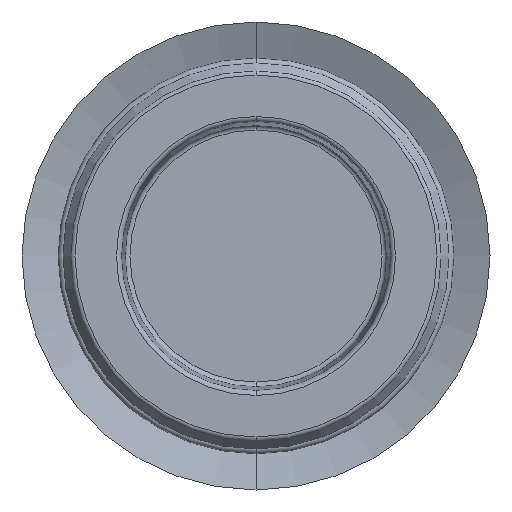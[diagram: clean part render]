
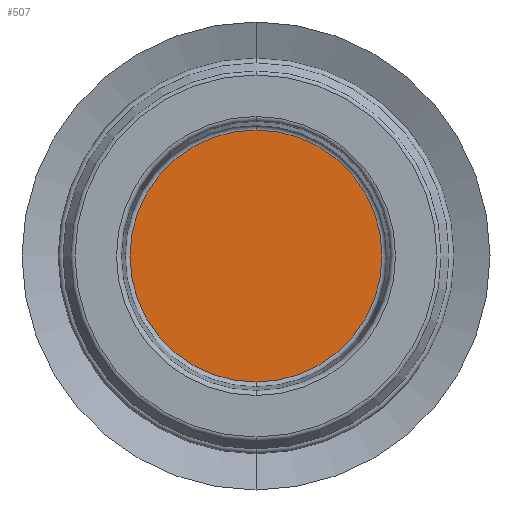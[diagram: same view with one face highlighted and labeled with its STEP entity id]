
A CAD part, front view. The second image highlights one B-rep face of the part: STEP entity #507.
In plain terms, the highlighted planar face has unit normal (0, -1, 0).
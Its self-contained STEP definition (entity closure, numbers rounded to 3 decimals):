
#179 = AXIS2_PLACEMENT_3D ( 'NONE', #876, #877, #878 ) ;
#277 = CIRCLE ( 'NONE', #279, 13.061 ) ;
#279 = AXIS2_PLACEMENT_3D ( 'NONE', #1004, #1005, #1006 ) ;
#307 = CIRCLE ( 'NONE', #318, 13.061 ) ;
#318 = AXIS2_PLACEMENT_3D ( 'NONE', #1033, #1034, #1035 ) ;
#399 = ORIENTED_EDGE ( 'NONE', *, *, #587, .F. ) ;
#400 = ORIENTED_EDGE ( 'NONE', *, *, #597, .F. ) ;
#507 = ADVANCED_FACE ( 'NONE', ( #752 ), #875, .T. ) ;
#587 = EDGE_CURVE ( 'NONE', #608, #656, #277, .T. ) ;
#597 = EDGE_CURVE ( 'NONE', #656, #608, #307, .T. ) ;
#608 = VERTEX_POINT ( 'NONE', #1044 ) ;
#645 = EDGE_LOOP ( 'NONE', ( #399, #400 ) ) ;
#656 = VERTEX_POINT ( 'NONE', #1111 ) ;
#752 = FACE_OUTER_BOUND ( 'NONE', #645, .T. ) ;
#875 = PLANE ( 'NONE',  #179 ) ;
#876 = CARTESIAN_POINT ( 'NONE',  ( 0., 2.1, 0. ) ) ;
#877 = DIRECTION ( 'NONE',  ( 0., -1., 0. ) ) ;
#878 = DIRECTION ( 'NONE',  ( 0., 0., -1. ) ) ;
#1004 = CARTESIAN_POINT ( 'NONE',  ( 0., 2.1, 0. ) ) ;
#1005 = DIRECTION ( 'NONE',  ( 0., 1., 0. ) ) ;
#1006 = DIRECTION ( 'NONE',  ( 0., 0., 1. ) ) ;
#1033 = CARTESIAN_POINT ( 'NONE',  ( 0., 2.1, 0. ) ) ;
#1034 = DIRECTION ( 'NONE',  ( 0., 1., 0. ) ) ;
#1035 = DIRECTION ( 'NONE',  ( 0., 0., 1. ) ) ;
#1044 = CARTESIAN_POINT ( 'NONE',  ( 0., 2.1, 13.061 ) ) ;
#1111 = CARTESIAN_POINT ( 'NONE',  ( 0., 2.1, -13.061 ) ) ;
